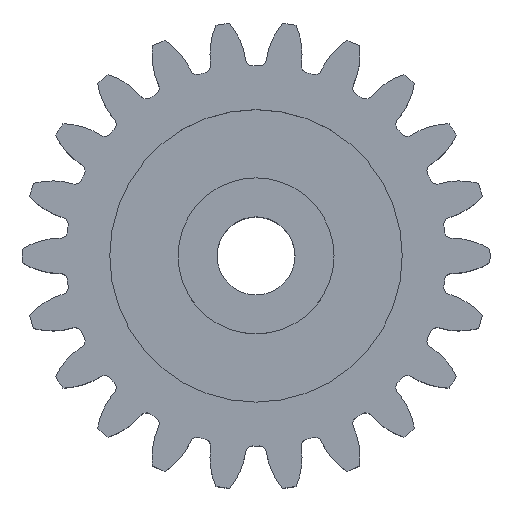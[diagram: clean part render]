
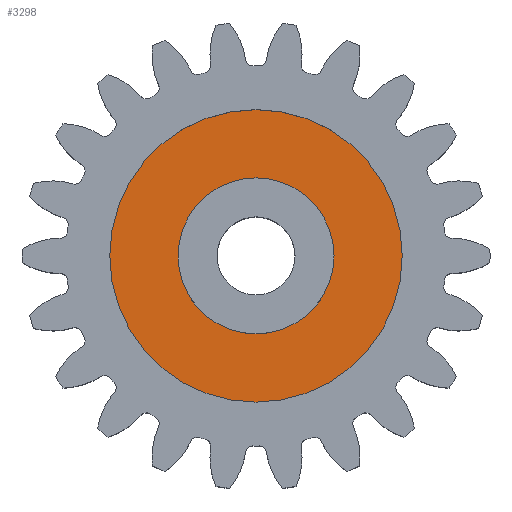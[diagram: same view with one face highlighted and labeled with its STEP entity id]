
A CAD part, top view. The second image highlights one B-rep face of the part: STEP entity #3298.
In plain terms, the highlighted planar face has unit normal (0, 0, 1).
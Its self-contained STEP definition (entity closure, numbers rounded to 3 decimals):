
#216 = EDGE_CURVE ( 'NONE', #217, #322, #3581, .T. ) ;
#217 = VERTEX_POINT ( 'NONE', #3625 ) ;
#230 = VERTEX_POINT ( 'NONE', #3609 ) ;
#235 = EDGE_CURVE ( 'NONE', #274, #230, #3610, .T. ) ;
#274 = VERTEX_POINT ( 'NONE', #3489 ) ;
#322 = VERTEX_POINT ( 'NONE', #3925 ) ;
#1499 = CIRCLE ( 'NONE', #1569, 12. ) ;
#1551 = DIRECTION ( 'NONE',  ( -1., 0., 0. ) ) ;
#1562 = CARTESIAN_POINT ( 'NONE',  ( 0., 0., 13.5 ) ) ;
#1567 = DIRECTION ( 'NONE',  ( 0., 0., -1. ) ) ;
#1569 = AXIS2_PLACEMENT_3D ( 'NONE', #1562, #1567, #1551 ) ;
#1736 = PLANE ( 'NONE',  #1763 ) ;
#1738 = FACE_OUTER_BOUND ( 'NONE', #3191, .T. ) ;
#1743 = FACE_BOUND ( 'NONE', #3293, .T. ) ;
#1748 = DIRECTION ( 'NONE',  ( -1., 0., 0. ) ) ;
#1750 = DIRECTION ( 'NONE',  ( 0., 0., -1. ) ) ;
#1751 = CARTESIAN_POINT ( 'NONE',  ( 0., 0., 13.5 ) ) ;
#1753 = AXIS2_PLACEMENT_3D ( 'NONE', #1751, #1750, #1748 ) ;
#1754 = CIRCLE ( 'NONE', #1753, 22.5 ) ;
#1763 = AXIS2_PLACEMENT_3D ( 'NONE', #2294, #2293, #1870 ) ;
#1870 = DIRECTION ( 'NONE',  ( -1., 0., 0. ) ) ;
#2293 = DIRECTION ( 'NONE',  ( 0., 0., -1. ) ) ;
#2294 = CARTESIAN_POINT ( 'NONE',  ( 0., 0., 13.5 ) ) ;
#3181 = ORIENTED_EDGE ( 'NONE', *, *, #3295, .F. ) ;
#3190 = EDGE_CURVE ( 'NONE', #322, #217, #1499, .T. ) ;
#3191 = EDGE_LOOP ( 'NONE', ( #3181, #3199 ) ) ;
#3195 = ORIENTED_EDGE ( 'NONE', *, *, #3190, .T. ) ;
#3198 = ORIENTED_EDGE ( 'NONE', *, *, #216, .T. ) ;
#3199 = ORIENTED_EDGE ( 'NONE', *, *, #235, .F. ) ;
#3293 = EDGE_LOOP ( 'NONE', ( #3198, #3195 ) ) ;
#3295 = EDGE_CURVE ( 'NONE', #230, #274, #1754, .T. ) ;
#3298 = ADVANCED_FACE ( 'NONE', ( #1743, #1738 ), #1736, .F. ) ;
#3476 = DIRECTION ( 'NONE',  ( -1., 0., 0. ) ) ;
#3477 = DIRECTION ( 'NONE',  ( 0., 0., -1. ) ) ;
#3478 = CARTESIAN_POINT ( 'NONE',  ( 0., 0., 13.5 ) ) ;
#3487 = AXIS2_PLACEMENT_3D ( 'NONE', #3478, #3477, #3476 ) ;
#3489 = CARTESIAN_POINT ( 'NONE',  ( 22.5, 0., 13.5 ) ) ;
#3581 = CIRCLE ( 'NONE', #3627, 12. ) ;
#3609 = CARTESIAN_POINT ( 'NONE',  ( -22.5, 0., 13.5 ) ) ;
#3610 = CIRCLE ( 'NONE', #3487, 22.5 ) ;
#3622 = DIRECTION ( 'NONE',  ( -1., 0., 0. ) ) ;
#3623 = DIRECTION ( 'NONE',  ( 0., 0., -1. ) ) ;
#3625 = CARTESIAN_POINT ( 'NONE',  ( -12., 0., 13.5 ) ) ;
#3627 = AXIS2_PLACEMENT_3D ( 'NONE', #3633, #3623, #3622 ) ;
#3633 = CARTESIAN_POINT ( 'NONE',  ( 0., 0., 13.5 ) ) ;
#3925 = CARTESIAN_POINT ( 'NONE',  ( 12., 0., 13.5 ) ) ;
